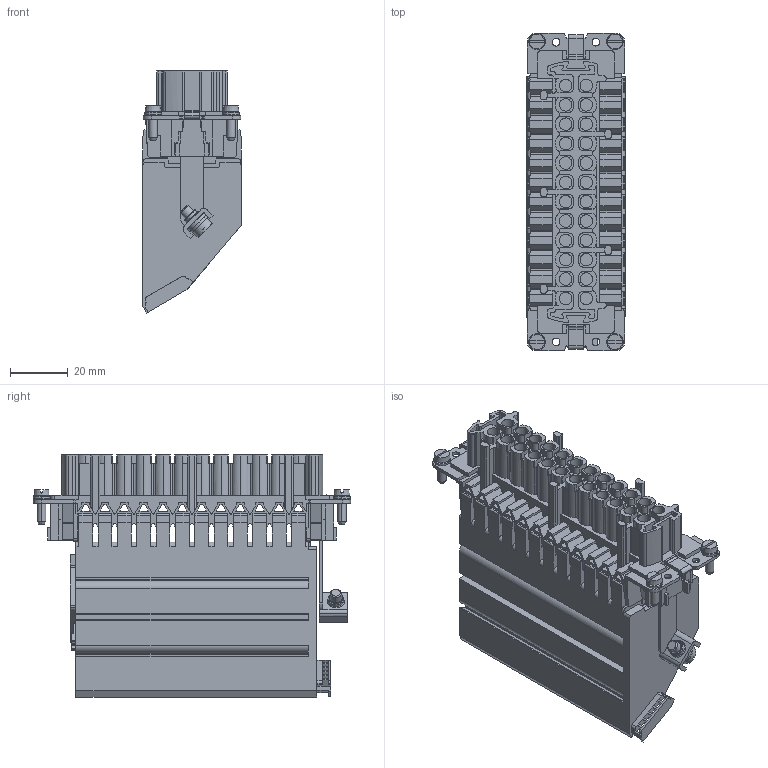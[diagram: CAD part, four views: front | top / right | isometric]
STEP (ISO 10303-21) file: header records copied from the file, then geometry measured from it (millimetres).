
FILE_DESCRIPTION(('CATIA V5 STEP Exchange','CAx-IF Rec.Pracs.--- Model Styling and Organization---1.4--- 2014-01-23'),'2;1');
FILE_NAME ('040144-6_0_1848630000_1848630000.stp','2020-07-03T05:59:42+00:00',('none'),('Weidmueller'),'CATIA Version 5-6 Release 2016 SP3 HF44','CATIA V5 STEP AP214','none');
FILE_SCHEMA(('AUTOMOTIVE_DESIGN { 1 0 10303 214 1 1 1 1 }'));
Products named in the file (1): 1848630000
Bounding box: 34 x 109.83 x 83.8 mm (x, y, z)
Volume: 148450.1 mm3; surface area: 58892.9 mm2
Topology: 4 solids, 4 shells, 3004 faces, 8763 edges, 5828 vertices
Faces by surface type: plane 2002, cylinder 963, bspline 21, cone 18
Entity records: 106819 total; most frequent: CARTESIAN_POINT 29968, ORIENTED_EDGE 17522, DIRECTION 13343, EDGE_CURVE 8761, VECTOR 6642, LINE 6642, VERTEX_POINT 5824, AXIS2_PLACEMENT_3D 3807
